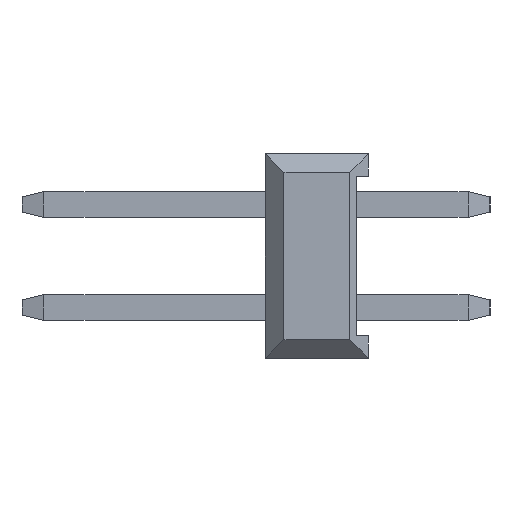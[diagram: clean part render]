
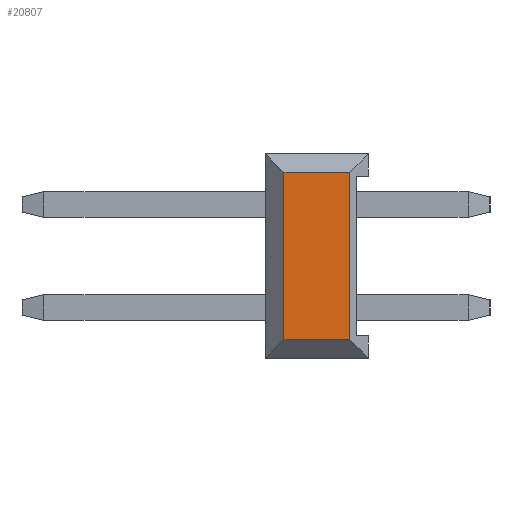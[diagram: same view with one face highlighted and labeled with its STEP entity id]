
A CAD part, left-side view. The second image highlights one B-rep face of the part: STEP entity #20807.
In plain terms, the highlighted planar face has unit normal (-1, 0, 0).
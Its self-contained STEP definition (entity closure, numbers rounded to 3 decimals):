
#1793 = EDGE_CURVE ( 'NONE', #22107, #22105, #19884, .T. ) ;
#3850 = EDGE_CURVE ( 'NONE', #22108, #22107, #8775, .T. ) ;
#3852 = EDGE_CURVE ( 'NONE', #22108, #22106, #8781, .T. ) ;
#3853 = EDGE_CURVE ( 'NONE', #22106, #22105, #8784, .T. ) ;
#8775 = LINE ( 'NONE', #8776, #13533 ) ;
#8776 = CARTESIAN_POINT ( 'NONE',  ( -1.27, 2.54, -3.33 ) ) ;
#8777 = DIRECTION ( 'NONE',  ( 0., -1., 0. ) ) ;
#8781 = LINE ( 'NONE', #8782, #13518 ) ;
#8782 = CARTESIAN_POINT ( 'NONE',  ( -1.27, 2.08, -3.81 ) ) ;
#8783 = DIRECTION ( 'NONE',  ( 0., 0., 1. ) ) ;
#8784 = LINE ( 'NONE', #8785, #13556 ) ;
#8785 = CARTESIAN_POINT ( 'NONE',  ( -1.27, 2.54, 0.79 ) ) ;
#8786 = DIRECTION ( 'NONE',  ( 0., -1., 0. ) ) ;
#12866 = VECTOR ( 'NONE', #19886, 1000. ) ;
#13518 = VECTOR ( 'NONE', #8783, 1000. ) ;
#13533 = VECTOR ( 'NONE', #8777, 1000. ) ;
#13556 = VECTOR ( 'NONE', #8786, 1000. ) ;
#17032 = AXIS2_PLACEMENT_3D ( 'NONE', #26936, #26937, #26938 ) ;
#17036 = FACE_OUTER_BOUND ( 'NONE', #32612, .T. ) ;
#19884 = LINE ( 'NONE', #19885, #12866 ) ;
#19885 = CARTESIAN_POINT ( 'NONE',  ( -1.27, 0.46, -3.81 ) ) ;
#19886 = DIRECTION ( 'NONE',  ( 0., 0., 1. ) ) ;
#20807 = ADVANCED_FACE ( 'NONE', ( #17036 ), #26935, .F. ) ;
#22105 = VERTEX_POINT ( 'NONE', #26068 ) ;
#22106 = VERTEX_POINT ( 'NONE', #26069 ) ;
#22107 = VERTEX_POINT ( 'NONE', #26070 ) ;
#22108 = VERTEX_POINT ( 'NONE', #26071 ) ;
#26068 = CARTESIAN_POINT ( 'NONE',  ( -1.27, 0.46, 0.79 ) ) ;
#26069 = CARTESIAN_POINT ( 'NONE',  ( -1.27, 2.08, 0.79 ) ) ;
#26070 = CARTESIAN_POINT ( 'NONE',  ( -1.27, 0.46, -3.33 ) ) ;
#26071 = CARTESIAN_POINT ( 'NONE',  ( -1.27, 2.08, -3.33 ) ) ;
#26935 = PLANE ( 'NONE',  #17032 ) ;
#26936 = CARTESIAN_POINT ( 'NONE',  ( -1.27, 2.54, 0.79 ) ) ;
#26937 = DIRECTION ( 'NONE',  ( 1., 0., 0. ) ) ;
#26938 = DIRECTION ( 'NONE',  ( 0., 0., -1. ) ) ;
#32612 = EDGE_LOOP ( 'NONE', ( #33370, #33372, #33371, #32953 ) ) ;
#32953 = ORIENTED_EDGE ( 'NONE', *, *, #1793, .T. ) ;
#33370 = ORIENTED_EDGE ( 'NONE', *, *, #3853, .F. ) ;
#33371 = ORIENTED_EDGE ( 'NONE', *, *, #3850, .T. ) ;
#33372 = ORIENTED_EDGE ( 'NONE', *, *, #3852, .F. ) ;
